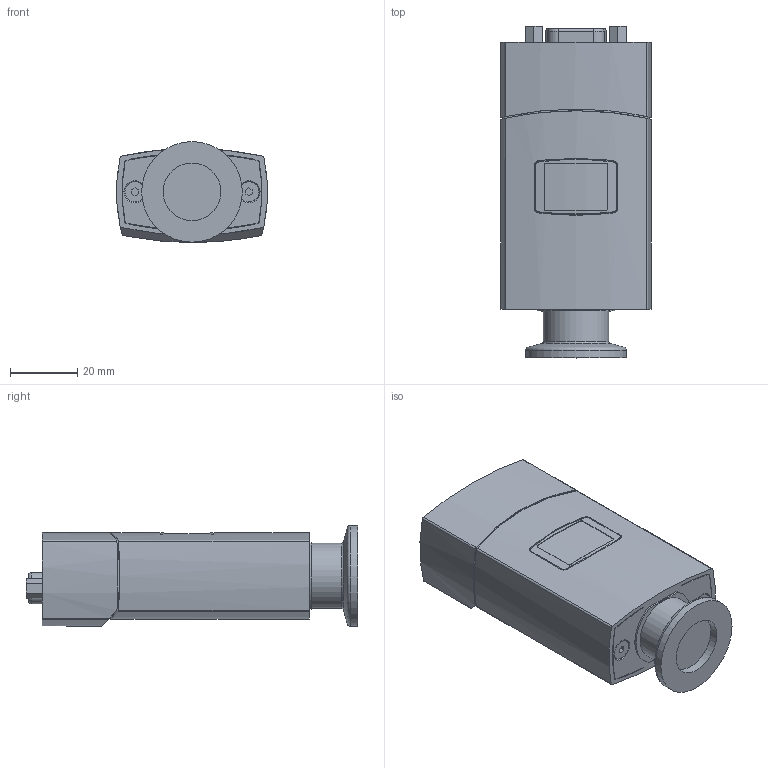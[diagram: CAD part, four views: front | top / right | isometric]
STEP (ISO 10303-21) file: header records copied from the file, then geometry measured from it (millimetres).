
FILE_DESCRIPTION((''),'2;1');
FILE_NAME('MPCG55x_9DSub_16KF.stp','2013-04-04T07:30:23',('BEM'),(''),'Autodesk Inventor 2012','Autodesk Inventor 2012','');
FILE_SCHEMA(('AUTOMOTIVE_DESIGN { 1 0 10303 214 1 1 1 1 }'));
Length unit declared in the file: millimetre
Products named in the file (1): Bauteil8
Bounding box: 45 x 99 x 30.1 mm (x, y, z)
Volume: 28249.5 mm3; surface area: 35346.4 mm2
Topology: 1 solids, 1 shells, 830 faces, 2278 edges, 1488 vertices
Faces by surface type: plane 440, cylinder 314, cone 44, torus 13, bspline 10, sphere 9
Full cylindrical faces by diameter (mm): 0.9 x18, 1.1 x2, 1.3 x3, 2.156 x2, 2.4 x1, 2.6 x5, 2.8 x3, 2.845 x2, 2.9 x3, 3 x5, 3.2 x7, 3.4 x3, 3.6 x2, 4 x2, 6 x2, 16 x1, 17.2 x1, 18 x1, 19 x1, 19.5 x1, 30 x1
Entity records: 27569 total; most frequent: CARTESIAN_POINT 6034, ORIENTED_EDGE 4278, DIRECTION 4177, EDGE_CURVE 2139, VERTEX_POINT 1449, AXIS2_PLACEMENT_3D 1436, VECTOR 1305, LINE 1305
